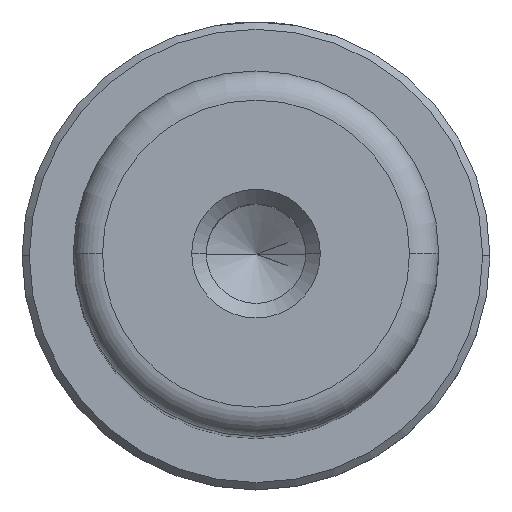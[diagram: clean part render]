
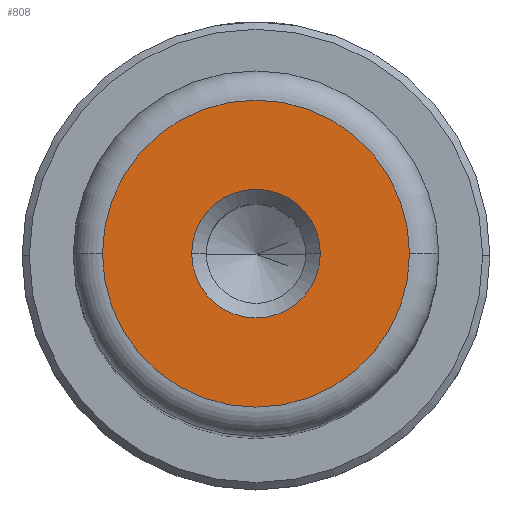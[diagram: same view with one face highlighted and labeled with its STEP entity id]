
A CAD part, top view. The second image highlights one B-rep face of the part: STEP entity #808.
In plain terms, the highlighted planar face has unit normal (0, 0, 1).
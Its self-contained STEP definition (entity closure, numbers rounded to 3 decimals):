
#43 = VERTEX_POINT ( 'NONE', #2072 ) ;
#235 = EDGE_CURVE ( 'NONE', #1031, #611, #1056, .T. ) ;
#266 = DIRECTION ( 'NONE',  ( 0., 0., -1. ) ) ;
#308 = ORIENTED_EDGE ( 'NONE', *, *, #235, .T. ) ;
#355 = CIRCLE ( 'NONE', #848, 4.4 ) ;
#363 = ORIENTED_EDGE ( 'NONE', *, *, #910, .T. ) ;
#382 = VERTEX_POINT ( 'NONE', #1984 ) ;
#408 = CARTESIAN_POINT ( 'NONE',  ( -10.5, 0., 111. ) ) ;
#426 = CIRCLE ( 'NONE', #1738, 10.5 ) ;
#459 = EDGE_LOOP ( 'NONE', ( #308, #1237 ) ) ;
#611 = VERTEX_POINT ( 'NONE', #408 ) ;
#676 = CARTESIAN_POINT ( 'NONE',  ( 10.5, 0., 111. ) ) ;
#730 = CARTESIAN_POINT ( 'NONE',  ( 0., 0., 111. ) ) ;
#808 = ADVANCED_FACE ( 'NONE', ( #1359, #1890 ), #1653, .T. ) ;
#832 = CARTESIAN_POINT ( 'NONE',  ( 0., 0., 111. ) ) ;
#848 = AXIS2_PLACEMENT_3D ( 'NONE', #1235, #266, #1397 ) ;
#889 = DIRECTION ( 'NONE',  ( 1., 0., 0. ) ) ;
#910 = EDGE_CURVE ( 'NONE', #43, #382, #1319, .T. ) ;
#925 = AXIS2_PLACEMENT_3D ( 'NONE', #1642, #1727, #1612 ) ;
#980 = DIRECTION ( 'NONE',  ( 0., 0., 1. ) ) ;
#1031 = VERTEX_POINT ( 'NONE', #676 ) ;
#1056 = CIRCLE ( 'NONE', #1082, 10.5 ) ;
#1082 = AXIS2_PLACEMENT_3D ( 'NONE', #832, #980, #1110 ) ;
#1099 = DIRECTION ( 'NONE',  ( 1., 0., 0. ) ) ;
#1110 = DIRECTION ( 'NONE',  ( 1., 0., 0. ) ) ;
#1111 = DIRECTION ( 'NONE',  ( 0., 0., -1. ) ) ;
#1134 = CARTESIAN_POINT ( 'NONE',  ( 0., 0., 111. ) ) ;
#1234 = EDGE_LOOP ( 'NONE', ( #1602, #363 ) ) ;
#1235 = CARTESIAN_POINT ( 'NONE',  ( 0., 0., 111. ) ) ;
#1237 = ORIENTED_EDGE ( 'NONE', *, *, #1783, .T. ) ;
#1319 = CIRCLE ( 'NONE', #1681, 4.4 ) ;
#1359 = FACE_BOUND ( 'NONE', #1234, .T. ) ;
#1397 = DIRECTION ( 'NONE',  ( 1., 0., 0. ) ) ;
#1602 = ORIENTED_EDGE ( 'NONE', *, *, #1940, .T. ) ;
#1612 = DIRECTION ( 'NONE',  ( 1., 0., 0. ) ) ;
#1642 = CARTESIAN_POINT ( 'NONE',  ( 0., 0., 111. ) ) ;
#1653 = PLANE ( 'NONE',  #925 ) ;
#1681 = AXIS2_PLACEMENT_3D ( 'NONE', #1134, #1111, #1099 ) ;
#1727 = DIRECTION ( 'NONE',  ( 0., 0., 1. ) ) ;
#1738 = AXIS2_PLACEMENT_3D ( 'NONE', #730, #1849, #889 ) ;
#1783 = EDGE_CURVE ( 'NONE', #611, #1031, #426, .T. ) ;
#1849 = DIRECTION ( 'NONE',  ( 0., 0., 1. ) ) ;
#1890 = FACE_OUTER_BOUND ( 'NONE', #459, .T. ) ;
#1940 = EDGE_CURVE ( 'NONE', #382, #43, #355, .T. ) ;
#1984 = CARTESIAN_POINT ( 'NONE',  ( 4.4, 0., 111. ) ) ;
#2072 = CARTESIAN_POINT ( 'NONE',  ( -4.4, 0., 111. ) ) ;
